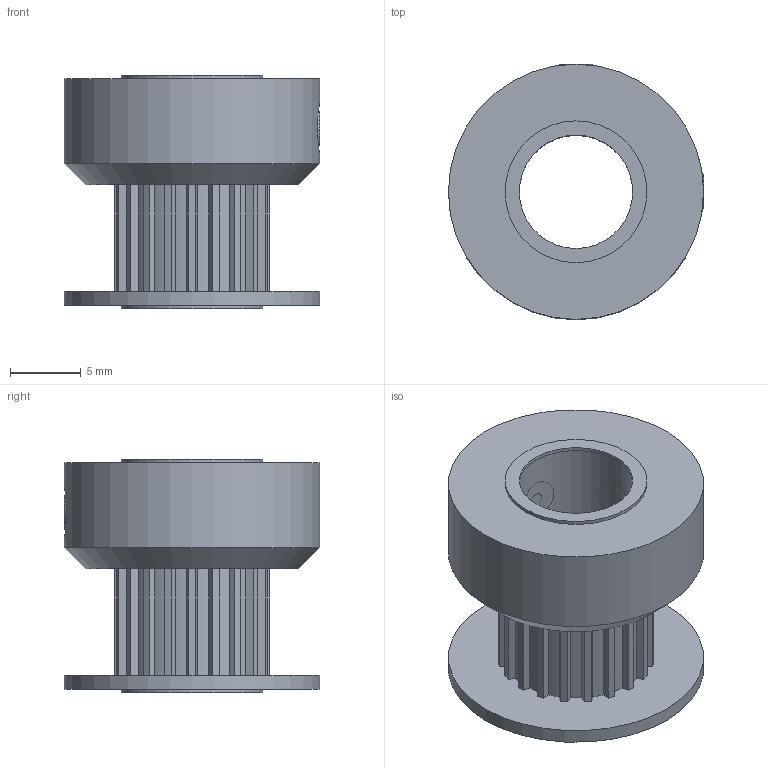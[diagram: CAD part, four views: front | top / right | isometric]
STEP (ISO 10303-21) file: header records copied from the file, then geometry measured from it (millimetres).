
FILE_DESCRIPTION(/* description */ (''),/* implementation_level */ '2;1');
FILE_NAME(/* name */ 'GT2 M8.stp',/* time_stamp */ '2018-10-31T18:40:30-03:00',/* author */ ('Thiago'),/* organization */ (''),/* preprocessor_version */ 'ST-DEVELOPER v16.5',/* originating_system */ 'Autodesk Inventor 2017',/* authorisation */ '');
FILE_SCHEMA (('AUTOMOTIVE_DESIGN { 1 0 10303 214 3 1 1 }'));
Length unit declared in the file: millimetre
Products named in the file (4): GT2 M8; GT2 M8_1; AS 1421 - M3 x 5 Cup Point; GT2 M8 002
Assembly tree (4 placements, depth 2):
  GT2 M8
    GT2 M8_1
    AS 1421 - M3 x 5 Cup Point  x2
    GT2 M8 002
Bounding box: 18 x 18 x 16.5 mm (x, y, z)
Volume: 2036.2 mm3; surface area: 3083.1 mm2
Topology: 4 solids, 4 shells, 136 faces, 349 edges, 221 vertices
Faces by surface type: plane 94, cylinder 31, cone 9, bspline 2
Full cylindrical faces by diameter (mm): 3 x4, 8 x2, 8.5 x1, 10 x2, 18 x2
Entity records: 3867 total; most frequent: CARTESIAN_POINT 866, DIRECTION 598, ORIENTED_EDGE 582, EDGE_CURVE 291, LINE 220, VECTOR 220, VERTEX_POINT 197, AXIS2_PLACEMENT_3D 189
